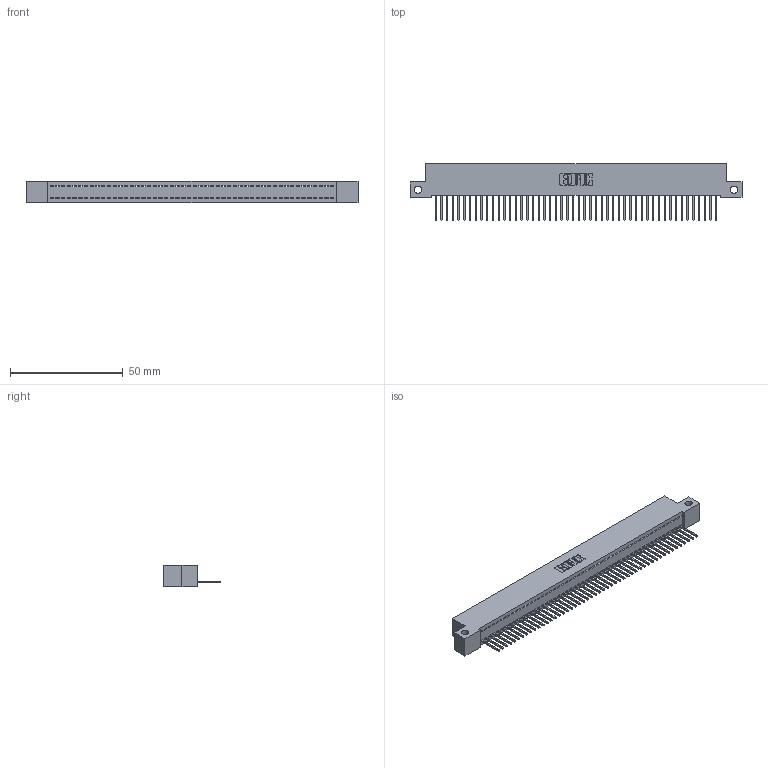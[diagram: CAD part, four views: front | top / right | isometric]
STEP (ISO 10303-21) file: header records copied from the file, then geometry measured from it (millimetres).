
FILE_DESCRIPTION (( 'STEP AP203' ), '1' );
FILE_NAME ('342-050-523-112.STEP', '2019-10-02T23:25:41', ( '' ), ( '' ), 'SwSTEP 2.0', 'SolidWorks 2016', '' );
FILE_SCHEMA (( 'CONFIG_CONTROL_DESIGN' ));
Length unit declared in the file: inch
Products named in the file (3): 342 Part_Side Mount; 345-292-001_345-293-123; 342-050-523-112
Assembly tree (51 placements, depth 2):
  342-050-523-112
    342 Part_Side Mount
    345-292-001_345-293-123  x50
Bounding box: 147.32 x 25.15 x 9.4 mm (x, y, z)
Volume: 12853.2 mm3; surface area: 18908.3 mm2
Topology: 51 solids, 51 shells, 3010 faces, 9099 edges, 5998 vertices
Faces by surface type: plane 2166, cylinder 844
Entity records: 29421 total; most frequent: CARTESIAN_POINT 5080, ORIENTED_EDGE 5066, DIRECTION 4269, EDGE_CURVE 2533, VECTOR 2405, LINE 2405, VERTEX_POINT 1686, AXIS2_PLACEMENT_3D 932
